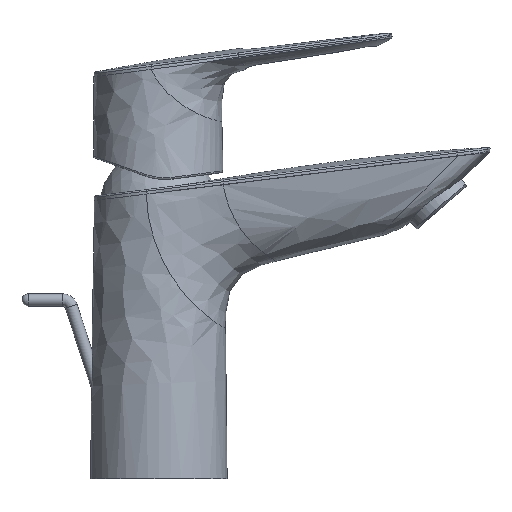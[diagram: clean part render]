
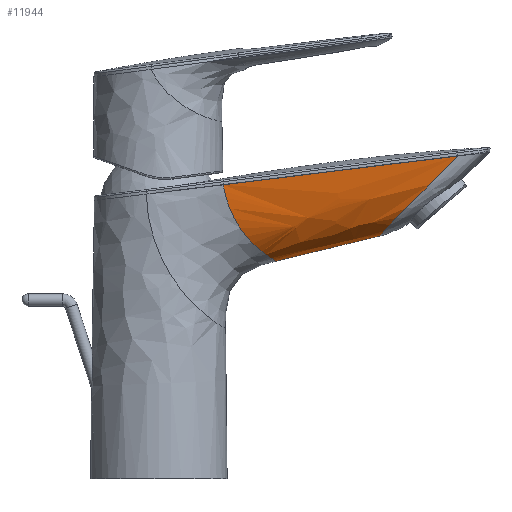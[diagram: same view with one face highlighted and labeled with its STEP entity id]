
A CAD part, front view. The second image highlights one B-rep face of the part: STEP entity #11944.
In plain terms, the highlighted free-form (B-spline) face has degree [2, 1] with [5, 2] control points.
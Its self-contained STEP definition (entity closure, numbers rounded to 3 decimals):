
#3466=B_SPLINE_SURFACE_WITH_KNOTS('',2,1,((#43758,#43759),(#43760,#43761),
(#43762,#43763),(#43764,#43765),(#43766,#43767)),.PLANE_SURF.,.F.,.F.,.F.,
(3,2,3),(2,2),(-1.,0.,1.),(0.,88.964),
 .PIECEWISE_BEZIER_KNOTS.);
#4021=ORIENTED_EDGE('',*,*,#6716,.F.);
#4022=ORIENTED_EDGE('',*,*,#6719,.T.);
#4023=ORIENTED_EDGE('',*,*,#6710,.T.);
#4024=ORIENTED_EDGE('',*,*,#6720,.T.);
#6710=EDGE_CURVE('',#8849,#8848,#10619,.F.);
#6716=EDGE_CURVE('',#8853,#8854,#10625,.T.);
#6719=EDGE_CURVE('',#8853,#8849,#10628,.T.);
#6720=EDGE_CURVE('',#8848,#8854,#10629,.T.);
#8848=VERTEX_POINT('',#43340);
#8849=VERTEX_POINT('',#43362);
#8853=VERTEX_POINT('',#43721);
#8854=VERTEX_POINT('',#43739);
#10619=B_SPLINE_CURVE_WITH_KNOTS('',3,(#43341,#43342,#43343,#43344,#43345,
#43346,#43347,#43348,#43349,#43350,#43351,#43352,#43353,#43354,#43355,#43356,
#43357,#43358,#43359,#43360,#43361),.UNSPECIFIED.,.F.,.F.,(4,1,1,1,1,1,
1,1,1,1,1,1,1,1,1,1,1,1,4),(-81.023,-70.901,-65.841,
-60.78,-55.719,-50.658,-48.128,
-45.597,-43.067,-40.536,-38.006,
-35.476,-32.945,-30.415,-25.354,
-20.293,-15.232,-10.172,-0.05),
 .UNSPECIFIED.);
#10625=B_SPLINE_CURVE_WITH_KNOTS('',3,(#43722,#43723,#43724,#43725,#43726,
#43727,#43728,#43729,#43730,#43731,#43732,#43733,#43734,#43735,#43736,#43737,
#43738),.UNSPECIFIED.,.F.,.F.,(4,1,1,1,1,1,1,1,1,1,1,1,1,1,4),(0.04,
13.31,19.944,26.579,33.214,39.849,
46.483,53.118,59.753,66.387,73.022,
79.657,86.292,92.926,106.196),
 .UNSPECIFIED.);
#10628=B_SPLINE_CURVE_WITH_KNOTS('',3,(#43768,#43769,#43770,#43771),
 .UNSPECIFIED.,.F.,.F.,(4,4),(0.,0.078),.UNSPECIFIED.);
#10629=B_SPLINE_CURVE_WITH_KNOTS('',3,(#43772,#43773,#43774,#43775),
 .UNSPECIFIED.,.F.,.F.,(4,4),(0.,0.078),.UNSPECIFIED.);
#10846=EDGE_LOOP('',(#4021,#4022,#4023,#4024));
#11374=FACE_BOUND('',#10846,.T.);
#11944=ADVANCED_FACE('',(#11374),#3466,.T.);
#43340=CARTESIAN_POINT('',(98.152,-16.287,106.018));
#43341=CARTESIAN_POINT('',(98.152,-16.287,106.018));
#43342=CARTESIAN_POINT('',(95.583,-16.172,103.387));
#43343=CARTESIAN_POINT('',(91.731,-15.836,99.444));
#43344=CARTESIAN_POINT('',(86.636,-14.832,94.227));
#43345=CARTESIAN_POINT('',(82.859,-13.691,90.361));
#43346=CARTESIAN_POINT('',(79.185,-11.989,86.599));
#43347=CARTESIAN_POINT('',(76.32,-9.833,83.665));
#43348=CARTESIAN_POINT('',(74.378,-7.397,81.677));
#43349=CARTESIAN_POINT('',(73.225,-5.16,80.496));
#43350=CARTESIAN_POINT('',(72.516,-2.567,79.77));
#43351=CARTESIAN_POINT('',(72.304,0.195,79.554));
#43352=CARTESIAN_POINT('',(72.516,2.956,79.77));
#43353=CARTESIAN_POINT('',(73.225,5.55,80.496));
#43354=CARTESIAN_POINT('',(74.378,7.787,81.677));
#43355=CARTESIAN_POINT('',(76.32,10.223,83.665));
#43356=CARTESIAN_POINT('',(79.185,12.379,86.599));
#43357=CARTESIAN_POINT('',(82.859,14.081,90.361));
#43358=CARTESIAN_POINT('',(86.636,15.222,94.227));
#43359=CARTESIAN_POINT('',(91.731,16.226,99.444));
#43360=CARTESIAN_POINT('',(95.582,16.562,103.387));
#43361=CARTESIAN_POINT('',(98.152,16.677,106.018));
#43362=CARTESIAN_POINT('',(98.152,16.677,106.018));
#43721=CARTESIAN_POINT('',(21.166,21.134,96.568));
#43722=CARTESIAN_POINT('',(21.166,21.134,96.568));
#43723=CARTESIAN_POINT('',(21.668,20.749,93.191));
#43724=CARTESIAN_POINT('',(23.18,19.857,88.273));
#43725=CARTESIAN_POINT('',(26.419,17.815,82.538));
#43726=CARTESIAN_POINT('',(29.316,15.786,78.764));
#43727=CARTESIAN_POINT('',(32.479,13.152,75.626));
#43728=CARTESIAN_POINT('',(35.585,9.755,73.231));
#43729=CARTESIAN_POINT('',(38.013,5.36,71.737));
#43730=CARTESIAN_POINT('',(38.831,0.195,71.302));
#43731=CARTESIAN_POINT('',(38.013,-4.97,71.737));
#43732=CARTESIAN_POINT('',(35.584,-9.365,73.231));
#43733=CARTESIAN_POINT('',(32.479,-12.762,75.626));
#43734=CARTESIAN_POINT('',(29.316,-15.396,78.764));
#43735=CARTESIAN_POINT('',(26.419,-17.425,82.538));
#43736=CARTESIAN_POINT('',(23.18,-19.467,88.273));
#43737=CARTESIAN_POINT('',(21.668,-20.359,93.191));
#43738=CARTESIAN_POINT('',(21.166,-20.744,96.568));
#43739=CARTESIAN_POINT('',(21.166,-20.744,96.568));
#43758=CARTESIAN_POINT('',(98.19,16.679,106.057));
#43759=CARTESIAN_POINT('',(10.035,21.781,95.233));
#43760=CARTESIAN_POINT('',(72.375,15.535,79.626));
#43761=CARTESIAN_POINT('',(15.481,18.408,65.865));
#43762=CARTESIAN_POINT('',(72.375,0.195,79.626));
#43763=CARTESIAN_POINT('',(15.481,0.195,65.865));
#43764=CARTESIAN_POINT('',(72.375,-15.145,79.626));
#43765=CARTESIAN_POINT('',(15.481,-18.018,65.865));
#43766=CARTESIAN_POINT('',(98.19,-16.289,106.057));
#43767=CARTESIAN_POINT('',(10.035,-21.391,95.233));
#43768=CARTESIAN_POINT('',(21.166,21.134,96.568));
#43769=CARTESIAN_POINT('',(46.828,19.648,99.718));
#43770=CARTESIAN_POINT('',(72.49,18.163,102.868));
#43771=CARTESIAN_POINT('',(98.152,16.677,106.018));
#43772=CARTESIAN_POINT('',(98.152,-16.287,106.018));
#43773=CARTESIAN_POINT('',(72.49,-17.773,102.868));
#43774=CARTESIAN_POINT('',(46.828,-19.258,99.718));
#43775=CARTESIAN_POINT('',(21.166,-20.744,96.568));
